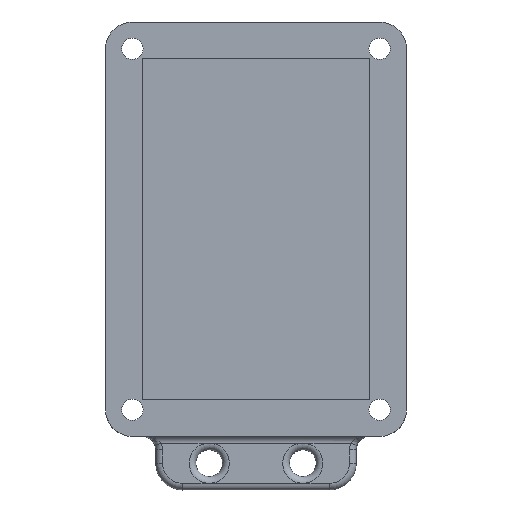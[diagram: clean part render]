
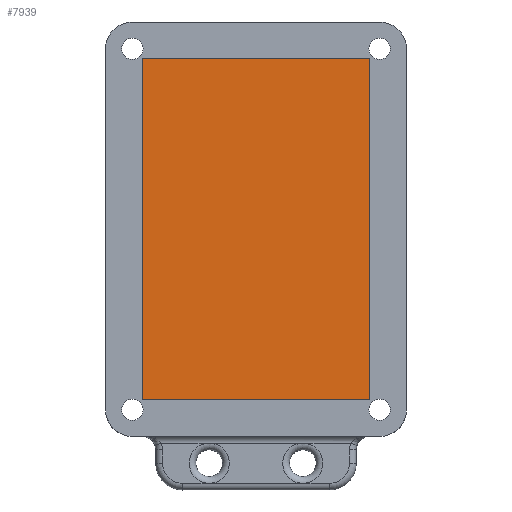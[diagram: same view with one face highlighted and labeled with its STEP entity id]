
A CAD part, top view. The second image highlights one B-rep face of the part: STEP entity #7939.
In plain terms, the highlighted planar face has unit normal (0, 0, 1).
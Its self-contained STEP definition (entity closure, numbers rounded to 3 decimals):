
#6325 = PLANE('',#6326);
#6326 = AXIS2_PLACEMENT_3D('',#6327,#6328,#6329);
#6327 = CARTESIAN_POINT('',(-17.581,-17.667,-7.9));
#6328 = DIRECTION('',(1.,0.,0.));
#6329 = DIRECTION('',(0.,1.,0.));
#6353 = PLANE('',#6354);
#6354 = AXIS2_PLACEMENT_3D('',#6355,#6356,#6357);
#6355 = CARTESIAN_POINT('',(-17.581,33.333,-7.9)
  );
#6356 = DIRECTION('',(0.,-1.,0.));
#6357 = DIRECTION('',(1.,0.,0.));
#6381 = PLANE('',#6382);
#6382 = AXIS2_PLACEMENT_3D('',#6383,#6384,#6385);
#6383 = CARTESIAN_POINT('',(16.419,33.333,-7.9)
  );
#6384 = DIRECTION('',(-1.,0.,0.));
#6385 = DIRECTION('',(0.,-1.,0.));
#6407 = PLANE('',#6408);
#6408 = AXIS2_PLACEMENT_3D('',#6409,#6410,#6411);
#6409 = CARTESIAN_POINT('',(16.419,-17.667,-7.9));
#6410 = DIRECTION('',(0.,1.,0.));
#6411 = DIRECTION('',(-1.,0.,0.));
#7486 = VERTEX_POINT('',#7487);
#7487 = CARTESIAN_POINT('',(-17.581,-17.667,-14.9)
  );
#7508 = EDGE_CURVE('',#7509,#7486,#7511,.T.);
#7509 = VERTEX_POINT('',#7510);
#7510 = CARTESIAN_POINT('',(-17.581,33.333,-14.9
    ));
#7511 = SURFACE_CURVE('',#7512,(#7516,#7523),.PCURVE_S1.);
#7512 = LINE('',#7513,#7514);
#7513 = CARTESIAN_POINT('',(-17.581,-4.917,-14.9
    ));
#7514 = VECTOR('',#7515,1.);
#7515 = DIRECTION('',(0.,-1.,0.));
#7516 = PCURVE('',#6325,#7517);
#7517 = DEFINITIONAL_REPRESENTATION('',(#7518),#7522);
#7518 = LINE('',#7519,#7520);
#7519 = CARTESIAN_POINT('',(12.75,-7.));
#7520 = VECTOR('',#7521,1.);
#7521 = DIRECTION('',(-1.,0.));
#7522 = ( GEOMETRIC_REPRESENTATION_CONTEXT(2) 
PARAMETRIC_REPRESENTATION_CONTEXT() REPRESENTATION_CONTEXT('2D SPACE',''
  ) );
#7523 = PCURVE('',#7524,#7529);
#7524 = PLANE('',#7525);
#7525 = AXIS2_PLACEMENT_3D('',#7526,#7527,#7528);
#7526 = CARTESIAN_POINT('',(-0.581,7.833,-14.9)
  );
#7527 = DIRECTION('',(0.,0.,1.));
#7528 = DIRECTION('',(0.,1.,0.));
#7529 = DEFINITIONAL_REPRESENTATION('',(#7530),#7534);
#7530 = LINE('',#7531,#7532);
#7531 = CARTESIAN_POINT('',(-12.75,17.));
#7532 = VECTOR('',#7533,1.);
#7533 = DIRECTION('',(-1.,0.));
#7534 = ( GEOMETRIC_REPRESENTATION_CONTEXT(2) 
PARAMETRIC_REPRESENTATION_CONTEXT() REPRESENTATION_CONTEXT('2D SPACE',''
  ) );
#7562 = VERTEX_POINT('',#7563);
#7563 = CARTESIAN_POINT('',(16.419,-17.667,-14.9)
  );
#7584 = EDGE_CURVE('',#7486,#7562,#7585,.T.);
#7585 = SURFACE_CURVE('',#7586,(#7590,#7597),.PCURVE_S1.);
#7586 = LINE('',#7587,#7588);
#7587 = CARTESIAN_POINT('',(7.919,-17.667,-14.9));
#7588 = VECTOR('',#7589,1.);
#7589 = DIRECTION('',(1.,0.,0.));
#7590 = PCURVE('',#6407,#7591);
#7591 = DEFINITIONAL_REPRESENTATION('',(#7592),#7596);
#7592 = LINE('',#7593,#7594);
#7593 = CARTESIAN_POINT('',(8.5,-7.));
#7594 = VECTOR('',#7595,1.);
#7595 = DIRECTION('',(-1.,0.));
#7596 = ( GEOMETRIC_REPRESENTATION_CONTEXT(2) 
PARAMETRIC_REPRESENTATION_CONTEXT() REPRESENTATION_CONTEXT('2D SPACE',''
  ) );
#7597 = PCURVE('',#7524,#7598);
#7598 = DEFINITIONAL_REPRESENTATION('',(#7599),#7603);
#7599 = LINE('',#7600,#7601);
#7600 = CARTESIAN_POINT('',(-25.5,-8.5));
#7601 = VECTOR('',#7602,1.);
#7602 = DIRECTION('',(0.,-1.));
#7603 = ( GEOMETRIC_REPRESENTATION_CONTEXT(2) 
PARAMETRIC_REPRESENTATION_CONTEXT() REPRESENTATION_CONTEXT('2D SPACE',''
  ) );
#7611 = VERTEX_POINT('',#7612);
#7612 = CARTESIAN_POINT('',(16.419,33.333,-14.9
    ));
#7633 = EDGE_CURVE('',#7562,#7611,#7634,.T.);
#7634 = SURFACE_CURVE('',#7635,(#7639,#7646),.PCURVE_S1.);
#7635 = LINE('',#7636,#7637);
#7636 = CARTESIAN_POINT('',(16.419,20.583,-14.9
    ));
#7637 = VECTOR('',#7638,1.);
#7638 = DIRECTION('',(0.,1.,0.));
#7639 = PCURVE('',#6381,#7640);
#7640 = DEFINITIONAL_REPRESENTATION('',(#7641),#7645);
#7641 = LINE('',#7642,#7643);
#7642 = CARTESIAN_POINT('',(12.75,-7.));
#7643 = VECTOR('',#7644,1.);
#7644 = DIRECTION('',(-1.,0.));
#7645 = ( GEOMETRIC_REPRESENTATION_CONTEXT(2) 
PARAMETRIC_REPRESENTATION_CONTEXT() REPRESENTATION_CONTEXT('2D SPACE',''
  ) );
#7646 = PCURVE('',#7524,#7647);
#7647 = DEFINITIONAL_REPRESENTATION('',(#7648),#7652);
#7648 = LINE('',#7649,#7650);
#7649 = CARTESIAN_POINT('',(12.75,-17.));
#7650 = VECTOR('',#7651,1.);
#7651 = DIRECTION('',(1.,0.));
#7652 = ( GEOMETRIC_REPRESENTATION_CONTEXT(2) 
PARAMETRIC_REPRESENTATION_CONTEXT() REPRESENTATION_CONTEXT('2D SPACE',''
  ) );
#7660 = EDGE_CURVE('',#7611,#7509,#7661,.T.);
#7661 = SURFACE_CURVE('',#7662,(#7666,#7673),.PCURVE_S1.);
#7662 = LINE('',#7663,#7664);
#7663 = CARTESIAN_POINT('',(-9.081,33.333,-14.9
    ));
#7664 = VECTOR('',#7665,1.);
#7665 = DIRECTION('',(-1.,0.,0.));
#7666 = PCURVE('',#6353,#7667);
#7667 = DEFINITIONAL_REPRESENTATION('',(#7668),#7672);
#7668 = LINE('',#7669,#7670);
#7669 = CARTESIAN_POINT('',(8.5,-7.));
#7670 = VECTOR('',#7671,1.);
#7671 = DIRECTION('',(-1.,0.));
#7672 = ( GEOMETRIC_REPRESENTATION_CONTEXT(2) 
PARAMETRIC_REPRESENTATION_CONTEXT() REPRESENTATION_CONTEXT('2D SPACE',''
  ) );
#7673 = PCURVE('',#7524,#7674);
#7674 = DEFINITIONAL_REPRESENTATION('',(#7675),#7679);
#7675 = LINE('',#7676,#7677);
#7676 = CARTESIAN_POINT('',(25.5,8.5));
#7677 = VECTOR('',#7678,1.);
#7678 = DIRECTION('',(0.,1.));
#7679 = ( GEOMETRIC_REPRESENTATION_CONTEXT(2) 
PARAMETRIC_REPRESENTATION_CONTEXT() REPRESENTATION_CONTEXT('2D SPACE',''
  ) );
#7939 = ADVANCED_FACE('',(#7940),#7524,.T.);
#7940 = FACE_BOUND('',#7941,.T.);
#7941 = EDGE_LOOP('',(#7942,#7943,#7944,#7945));
#7942 = ORIENTED_EDGE('',*,*,#7633,.T.);
#7943 = ORIENTED_EDGE('',*,*,#7660,.T.);
#7944 = ORIENTED_EDGE('',*,*,#7508,.T.);
#7945 = ORIENTED_EDGE('',*,*,#7584,.T.);
